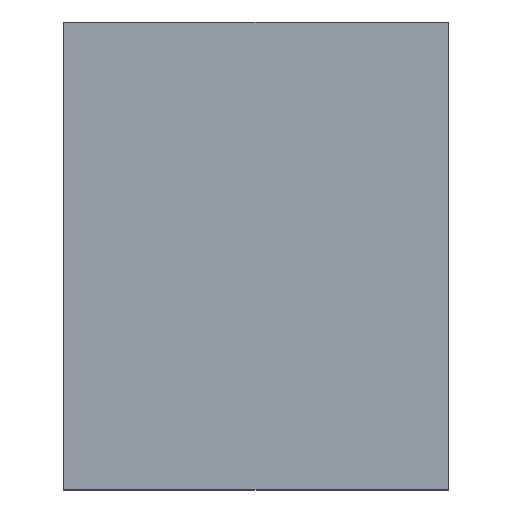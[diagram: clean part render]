
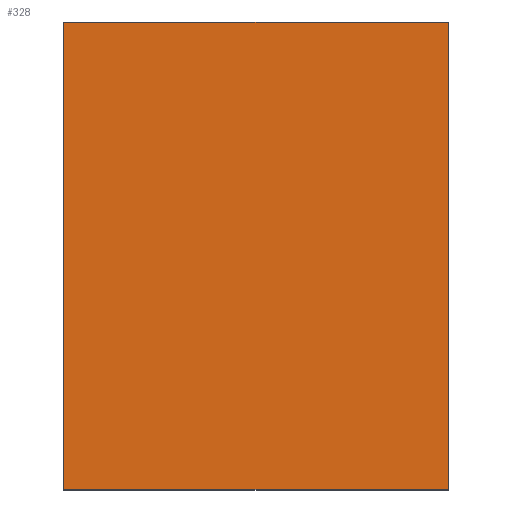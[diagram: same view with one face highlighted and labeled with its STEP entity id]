
A CAD part, top view. The second image highlights one B-rep face of the part: STEP entity #328.
In plain terms, the highlighted planar face has unit normal (0, 0, 1).
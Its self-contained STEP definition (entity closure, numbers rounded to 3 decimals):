
#237 = VERTEX_POINT('',#238);
#238 = CARTESIAN_POINT('',(-3.85,3.85,8.));
#244 = EDGE_CURVE('',#237,#245,#247,.T.);
#245 = VERTEX_POINT('',#246);
#246 = CARTESIAN_POINT('',(3.85,3.85,8.));
#247 = LINE('',#248,#249);
#248 = CARTESIAN_POINT('',(-3.85,3.85,8.));
#249 = VECTOR('',#250,1.);
#250 = DIRECTION('',(1.,0.,0.));
#285 = VERTEX_POINT('',#286);
#286 = CARTESIAN_POINT('',(-3.85,-5.5,8.));
#292 = EDGE_CURVE('',#285,#237,#293,.T.);
#293 = LINE('',#294,#295);
#294 = CARTESIAN_POINT('',(-3.85,-5.5,8.));
#295 = VECTOR('',#296,1.);
#296 = DIRECTION('',(0.,1.,0.));
#309 = EDGE_CURVE('',#245,#310,#312,.T.);
#310 = VERTEX_POINT('',#311);
#311 = CARTESIAN_POINT('',(3.85,-5.5,8.));
#312 = LINE('',#313,#314);
#313 = CARTESIAN_POINT('',(3.85,3.85,8.));
#314 = VECTOR('',#315,1.);
#315 = DIRECTION('',(0.,-1.,0.));
#328 = ADVANCED_FACE('',(#329),#340,.F.);
#329 = FACE_BOUND('',#330,.F.);
#330 = EDGE_LOOP('',(#331,#332,#333,#339));
#331 = ORIENTED_EDGE('',*,*,#244,.T.);
#332 = ORIENTED_EDGE('',*,*,#309,.T.);
#333 = ORIENTED_EDGE('',*,*,#334,.T.);
#334 = EDGE_CURVE('',#310,#285,#335,.T.);
#335 = LINE('',#336,#337);
#336 = CARTESIAN_POINT('',(3.85,-5.5,8.));
#337 = VECTOR('',#338,1.);
#338 = DIRECTION('',(-1.,0.,0.));
#339 = ORIENTED_EDGE('',*,*,#292,.T.);
#340 = PLANE('',#341);
#341 = AXIS2_PLACEMENT_3D('',#342,#343,#344);
#342 = CARTESIAN_POINT('',(0.,-0.825,8.));
#343 = DIRECTION('',(-0.,-0.,-1.));
#344 = DIRECTION('',(-1.,0.,0.));
